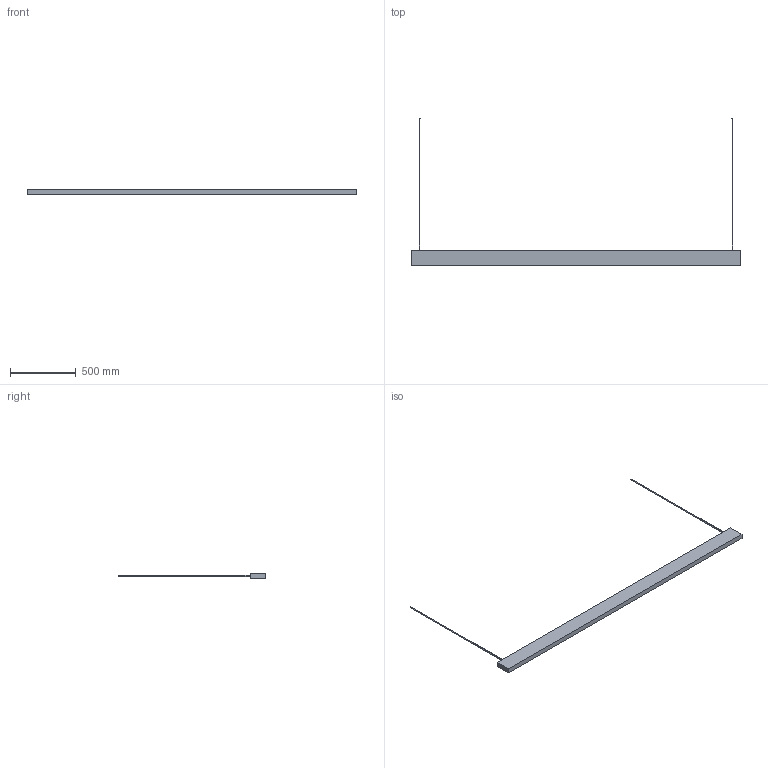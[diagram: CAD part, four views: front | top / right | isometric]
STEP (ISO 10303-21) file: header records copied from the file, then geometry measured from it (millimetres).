
FILE_DESCRIPTION (( 'STEP AP214' ), '1' );
FILE_NAME ('PROFILE 30H (profile + diffuser 2500mm).STEP', '2018-07-25T10:12:50', ( '' ), ( '' ), 'SwSTEP 2.0', 'SolidWorks 2013', '' );
FILE_SCHEMA (( 'AUTOMOTIVE_DESIGN' ));
Length unit declared in the file: millimetre
Products named in the file (1): PROFILE 30H (profile + diffuser 2500mm)
Bounding box: 2500 x 1120 x 38 mm (x, y, z)
Volume: 11563119.3 mm3; surface area: 863148.4 mm2
Topology: 1 solids, 1 shells, 12 faces, 24 edges, 16 vertices
Faces by surface type: plane 8, cylinder 4
Entity records: 416 total; most frequent: DIRECTION 58, CARTESIAN_POINT 53, ORIENTED_EDGE 48, EDGE_CURVE 24, AXIS2_PLACEMENT_3D 21, VECTOR 16, VERTEX_POINT 16, LINE 16
